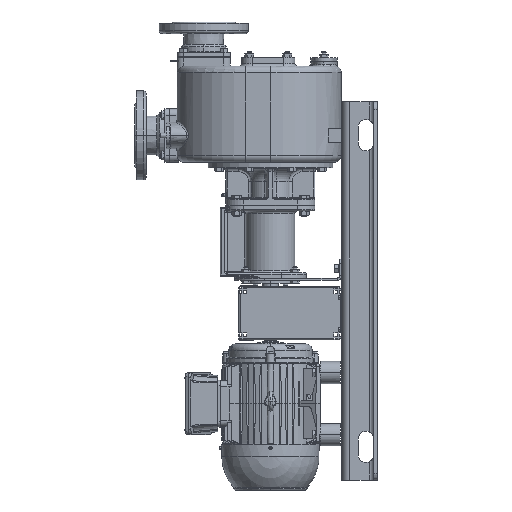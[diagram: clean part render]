
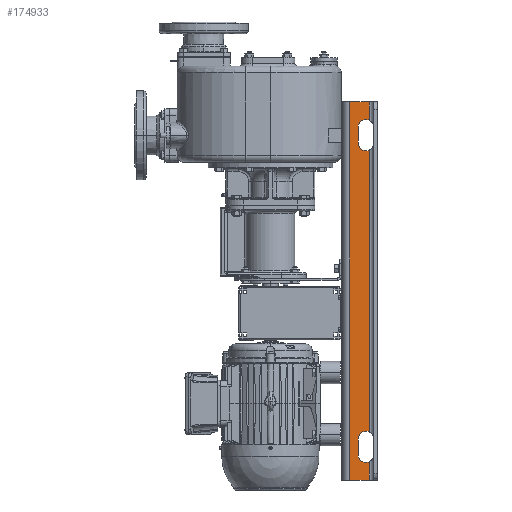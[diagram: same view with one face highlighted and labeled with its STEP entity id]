
A CAD part, left-side view. The second image highlights one B-rep face of the part: STEP entity #174933.
In plain terms, the highlighted planar face has unit normal (-1, 0, 0).
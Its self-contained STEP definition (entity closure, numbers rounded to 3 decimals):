
#31376=DIRECTION('',(0.,0.,-1.));
#31377=VECTOR('',#31376,850.);
#31378=CARTESIAN_POINT('',(-160.,-18.,75.5));
#31379=LINE('',#31378,#31377);
#73135=DIRECTION('',(0.,0.,-1.));
#73136=VECTOR('',#73135,35.);
#73137=CARTESIAN_POINT('',(-160.,-37.,18.));
#73138=LINE('',#73137,#73136);
#73139=CARTESIAN_POINT('',(-160.,-54.5,-17.));
#73140=DIRECTION('',(1.,0.,0.));
#73141=DIRECTION('',(0.,-0.429,-0.904));
#73142=AXIS2_PLACEMENT_3D('',#73139,#73140,#73141);
#73144=DIRECTION('',(0.,0.,-1.));
#73145=VECTOR('',#73144,633.377);
#73146=CARTESIAN_POINT('',(-160.,-62.,-32.811));
#73147=LINE('',#73146,#73145);
#73148=CARTESIAN_POINT('',(-160.,-54.5,-682.));
#73149=DIRECTION('',(1.,0.,0.));
#73150=DIRECTION('',(0.,1.,0.));
#73151=AXIS2_PLACEMENT_3D('',#73148,#73149,#73150);
#73153=DIRECTION('',(0.,0.,-1.));
#73154=VECTOR('',#73153,35.);
#73155=CARTESIAN_POINT('',(-160.,-37.,-682.));
#73156=LINE('',#73155,#73154);
#73157=CARTESIAN_POINT('',(-160.,-54.5,-717.));
#73158=DIRECTION('',(1.,0.,0.));
#73159=DIRECTION('',(0.,-0.429,-0.904));
#73160=AXIS2_PLACEMENT_3D('',#73157,#73158,#73159);
#73162=DIRECTION('',(0.,0.,-1.));
#73163=VECTOR('',#73162,41.689);
#73164=CARTESIAN_POINT('',(-160.,-62.,-732.811));
#73165=LINE('',#73164,#73163);
#73166=DIRECTION('',(0.,0.,-1.));
#73167=VECTOR('',#73166,41.689);
#73168=CARTESIAN_POINT('',(-160.,-62.,75.5));
#73169=LINE('',#73168,#73167);
#73170=CARTESIAN_POINT('',(-160.,-54.5,18.));
#73171=DIRECTION('',(1.,0.,0.));
#73172=DIRECTION('',(0.,1.,0.));
#73173=AXIS2_PLACEMENT_3D('',#73170,#73171,#73172);
#73230=CARTESIAN_POINT('',(-160.,-62.,-32.811));
#73236=CARTESIAN_POINT('',(-160.,-62.,-666.189));
#73379=CARTESIAN_POINT('',(-160.,-62.,33.811));
#73612=DIRECTION('',(0.,1.,0.));
#73613=VECTOR('',#73612,44.);
#73614=CARTESIAN_POINT('',(-160.,-62.,75.5));
#73615=LINE('',#73614,#73613);
#73721=CARTESIAN_POINT('',(-160.,-62.,-732.811));
#73939=DIRECTION('',(0.,1.,0.));
#73940=VECTOR('',#73939,44.);
#73941=CARTESIAN_POINT('',(-160.,-62.,-774.5));
#73942=LINE('',#73941,#73940);
#107155=CARTESIAN_POINT('',(-160.,-62.,75.5));
#107157=VERTEX_POINT('',#107155);
#107158=CARTESIAN_POINT('',(-160.,-18.,75.5));
#107159=VERTEX_POINT('',#107158);
#107171=CARTESIAN_POINT('',(-160.,-62.,-774.5));
#107173=VERTEX_POINT('',#107171);
#107174=CARTESIAN_POINT('',(-160.,-18.,-774.5));
#107175=VERTEX_POINT('',#107174);
#107295=VERTEX_POINT('',#73230);
#107298=VERTEX_POINT('',#73379);
#107300=VERTEX_POINT('',#73721);
#107303=VERTEX_POINT('',#73236);
#107304=CARTESIAN_POINT('',(-160.,-37.,18.));
#107305=CARTESIAN_POINT('',(-160.,-37.,-17.));
#107306=VERTEX_POINT('',#107304);
#107307=VERTEX_POINT('',#107305);
#107308=CARTESIAN_POINT('',(-160.,-37.,-717.));
#107309=VERTEX_POINT('',#107308);
#107310=CARTESIAN_POINT('',(-160.,-37.,-682.));
#107311=VERTEX_POINT('',#107310);
#174904=CARTESIAN_POINT('',(-160.,-62.,75.5));
#174905=DIRECTION('',(-1.,0.,0.));
#174906=DIRECTION('',(0.,1.,0.));
#174907=AXIS2_PLACEMENT_3D('',#174904,#174905,#174906);
#174908=PLANE('',#174907);
#174909=ORIENTED_EDGE('',*,*,#174894,.T.);
#174911=ORIENTED_EDGE('',*,*,#174910,.F.);
#174913=ORIENTED_EDGE('',*,*,#174912,.T.);
#174915=ORIENTED_EDGE('',*,*,#174914,.F.);
#174917=ORIENTED_EDGE('',*,*,#174916,.T.);
#174919=ORIENTED_EDGE('',*,*,#174918,.F.);
#174921=ORIENTED_EDGE('',*,*,#174920,.T.);
#174923=ORIENTED_EDGE('',*,*,#174922,.T.);
#174924=ORIENTED_EDGE('',*,*,#138875,.F.);
#174926=ORIENTED_EDGE('',*,*,#174925,.F.);
#174928=ORIENTED_EDGE('',*,*,#174927,.T.);
#174930=ORIENTED_EDGE('',*,*,#174929,.F.);
#174931=EDGE_LOOP('',(#174909,#174911,#174913,#174915,#174917,#174919,#174921,
#174923,#174924,#174926,#174928,#174930));
#174932=FACE_OUTER_BOUND('',#174931,.F.);
#174933=ADVANCED_FACE('',(#174932),#174908,.T.);
#73143=CIRCLE('',#73142,17.5);
#73152=CIRCLE('',#73151,17.5);
#73161=CIRCLE('',#73160,17.5);
#73174=CIRCLE('',#73173,17.5);
#138875=EDGE_CURVE('',#107159,#107175,#31379,.T.);
#174894=EDGE_CURVE('',#107306,#107307,#73138,.T.);
#174910=EDGE_CURVE('',#107295,#107307,#73143,.T.);
#174912=EDGE_CURVE('',#107295,#107303,#73147,.T.);
#174914=EDGE_CURVE('',#107311,#107303,#73152,.T.);
#174916=EDGE_CURVE('',#107311,#107309,#73156,.T.);
#174918=EDGE_CURVE('',#107300,#107309,#73161,.T.);
#174920=EDGE_CURVE('',#107300,#107173,#73165,.T.);
#174922=EDGE_CURVE('',#107173,#107175,#73942,.T.);
#174925=EDGE_CURVE('',#107157,#107159,#73615,.T.);
#174927=EDGE_CURVE('',#107157,#107298,#73169,.T.);
#174929=EDGE_CURVE('',#107306,#107298,#73174,.T.);
